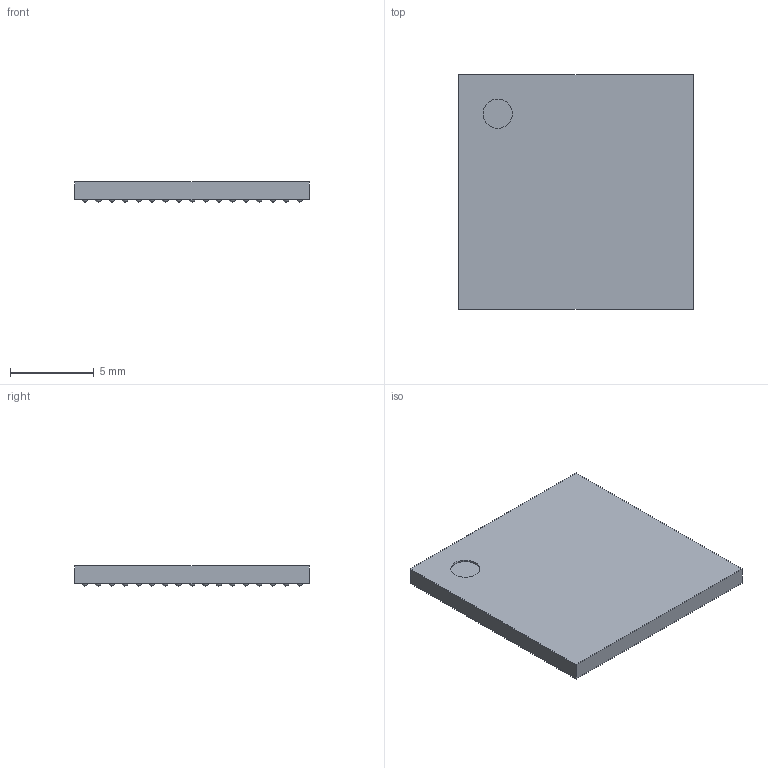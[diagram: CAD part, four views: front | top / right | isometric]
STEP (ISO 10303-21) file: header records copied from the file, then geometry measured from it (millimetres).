
FILE_DESCRIPTION(('Open CASCADE Model'),'2;1');
FILE_NAME('Open CASCADE Shape Model','2026-01-27T17:07:46',('Author'),( 'Open CASCADE'),'Open CASCADE STEP processor 7.5','Open CASCADE 7.5' ,'Unknown');
FILE_SCHEMA(('AUTOMOTIVE_DESIGN { 1 0 10303 214 1 1 1 1 }'));
Length unit declared in the file: millimetre
Products named in the file (7): PCB; Designator1; 13841927232; Open CASCADE STEP translator 7.5 58.1; Body; Open CASCADE STEP translator 7.5 58.2.1; ball
Assembly tree (293 placements, depth 4):
  PCB
  Designator1
    13841927232
      Open CASCADE STEP translator 7.5 58.1
      Body
        Open CASCADE STEP translator 7.5 58.2.1
      ball  x289
Bounding box: 14 x 14 x 1.2 mm (x, y, z)
Volume: 215.2 mm3; surface area: 599 mm2
Topology: 290 solids, 291 shells, 298 faces, 883 edges, 589 vertices
Faces by surface type: sphere 289, plane 8, cylinder 1
Full cylindrical faces by diameter (mm): 1.75 x1
Entity records: 2679 total; most frequent: DIRECTION 627, CARTESIAN_POINT 332, AXIS2_PLACEMENT_3D 307, PRODUCT_DEFINITION_SHAPE 300, CONTEXT_DEPENDENT_SHAPE_REPRESENTATION 293, ITEM_DEFINED_TRANSFORMATION 293, NEXT_ASSEMBLY_USAGE_OCCURRENCE 293, ORIENTED_EDGE 31
